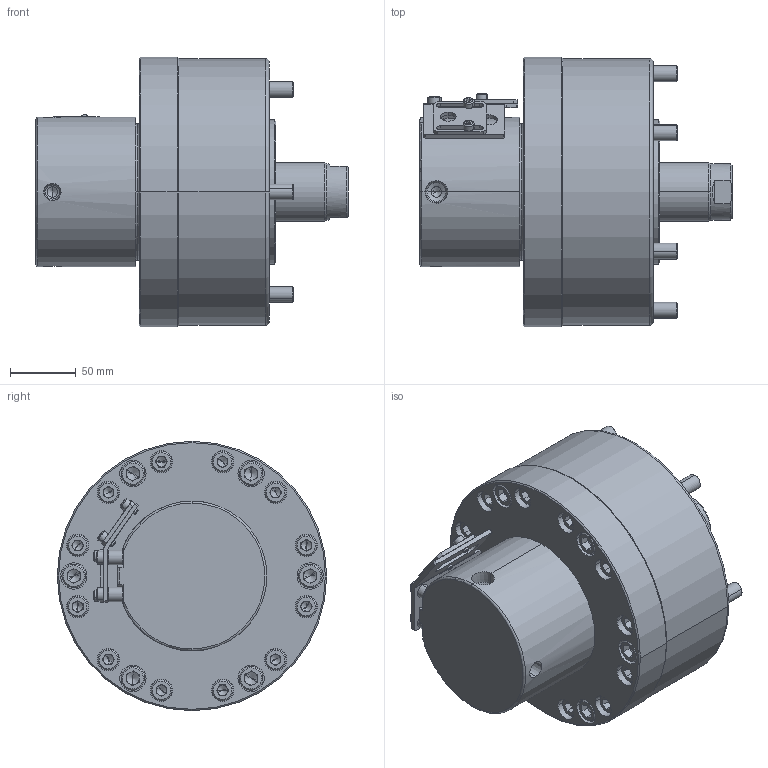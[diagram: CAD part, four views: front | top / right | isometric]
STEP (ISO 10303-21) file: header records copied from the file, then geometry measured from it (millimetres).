
FILE_DESCRIPTION (( 'STEP AP203' ), '1' );
FILE_NAME ('RE-150 外觀參考.STEP', '2016-03-14T08:33:19', ( 'temp' ), ( '' ), 'SwSTEP 2.0', 'SolidWorks 2015', '' );
FILE_SCHEMA (( 'CONFIG_CONTROL_DESIGN' ));
Length unit declared in the file: millimetre
Products named in the file (12): RE-150閥軸; RE-110閥蓋; RE-150活塞; RE-110檢出開關座支柱; RE-150缸體; RE-110檢出開關座; M10x40; M6x25; M5x8; M12x105; RE-150 外觀參考; RE-110檢出定位板
Assembly tree (33 placements, depth 2):
  RE-150 外觀參考
    RE-110閥蓋
    RE-110檢出開關座支柱  x2
    RE-110檢出開關座
    RE-110檢出定位板  x2
    RE-150閥軸
    RE-150活塞
    RE-150缸體
    M10x40  x12
    M6x25  x2
    M5x8  x4
    M12x105  x6
Bounding box: 237.5 x 205 x 205 mm (x, y, z)
Volume: 3114540.9 mm3; surface area: 499411.3 mm2
Topology: 33 solids, 33 shells, 1201 faces, 2750 edges, 1637 vertices
Faces by surface type: plane 496, cylinder 395, cone 296, torus 14
Entity records: 21249 total; most frequent: CARTESIAN_POINT 3809, DIRECTION 3583, ORIENTED_EDGE 2940, EDGE_CURVE 1470, AXIS2_PLACEMENT_3D 1444, VERTEX_POINT 925, EDGE_LOOP 845, CIRCLE 741
